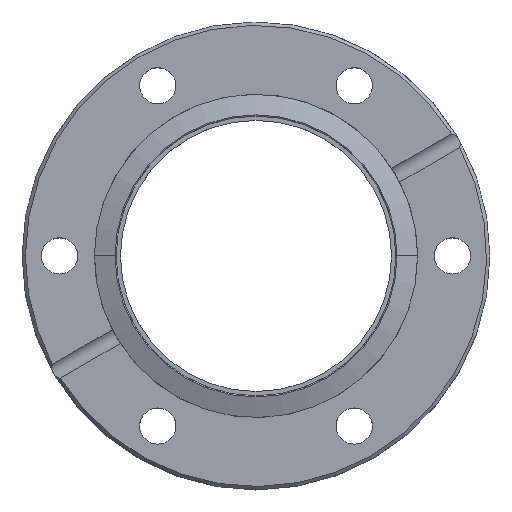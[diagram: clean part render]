
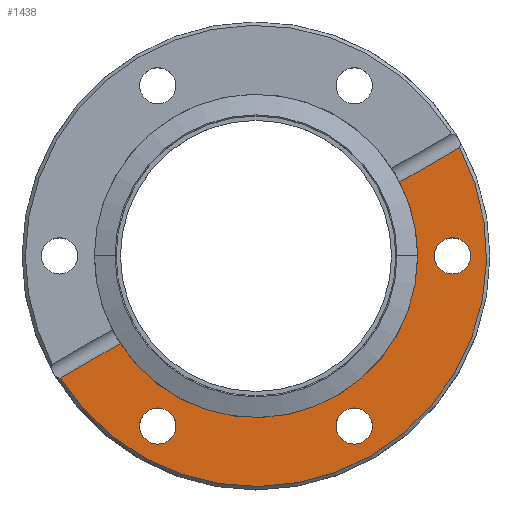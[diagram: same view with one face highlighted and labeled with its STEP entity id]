
A CAD part, top view. The second image highlights one B-rep face of the part: STEP entity #1438.
In plain terms, the highlighted planar face has unit normal (0, 0, 1).
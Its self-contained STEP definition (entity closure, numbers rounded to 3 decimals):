
#1 = DIRECTION ( 'NONE',  ( -1., 0., 0. ) ) ;
#27 = CARTESIAN_POINT ( 'NONE',  ( -29.216, -18.254, 0. ) ) ;
#86 = LINE ( 'NONE', #1861, #1202 ) ;
#88 = FACE_BOUND ( 'NONE', #823, .T. ) ;
#89 = CARTESIAN_POINT ( 'NONE',  ( 17.38, -25.418, 0. ) ) ;
#130 = VERTEX_POINT ( 'NONE', #1867 ) ;
#139 = ORIENTED_EDGE ( 'NONE', *, *, #2455, .T. ) ;
#176 = AXIS2_PLACEMENT_3D ( 'NONE', #2113, #1956, #1344 ) ;
#207 = VERTEX_POINT ( 'NONE', #1080 ) ;
#222 = EDGE_CURVE ( 'NONE', #207, #430, #1450, .T. ) ;
#227 = AXIS2_PLACEMENT_3D ( 'NONE', #2042, #2060, #2069 ) ;
#230 = VERTEX_POINT ( 'NONE', #1915 ) ;
#231 = CARTESIAN_POINT ( 'NONE',  ( 0., 0., 0. ) ) ;
#242 = DIRECTION ( 'NONE',  ( 0., 0., -1. ) ) ;
#249 = DIRECTION ( 'NONE',  ( -1., 0., 0. ) ) ;
#250 = CIRCLE ( 'NONE', #1127, 24.15 ) ;
#259 = CIRCLE ( 'NONE', #1270, 34.45 ) ;
#303 = CARTESIAN_POINT ( 'NONE',  ( 0., 0., 0. ) ) ;
#306 = EDGE_LOOP ( 'NONE', ( #2296, #1612 ) ) ;
#320 = DIRECTION ( 'NONE',  ( 1., 0., 0. ) ) ;
#341 = DIRECTION ( 'NONE',  ( 0., 0., 1. ) ) ;
#351 = DIRECTION ( 'NONE',  ( 1., 0., 0. ) ) ;
#366 = FACE_BOUND ( 'NONE', #2452, .T. ) ;
#430 = VERTEX_POINT ( 'NONE', #2383 ) ;
#486 = CARTESIAN_POINT ( 'NONE',  ( -14.675, -25.418, 0. ) ) ;
#496 = DIRECTION ( 'NONE',  ( 0., 0., 1. ) ) ;
#498 = CARTESIAN_POINT ( 'NONE',  ( 24.15, 0., 0. ) ) ;
#503 = EDGE_CURVE ( 'NONE', #130, #1695, #607, .T. ) ;
#517 = CIRCLE ( 'NONE', #910, 2.705 ) ;
#547 = DIRECTION ( 'NONE',  ( 1., 0., 0. ) ) ;
#556 = VERTEX_POINT ( 'NONE', #956 ) ;
#607 = CIRCLE ( 'NONE', #659, 2.705 ) ;
#647 = DIRECTION ( 'NONE',  ( 0., 0., -1. ) ) ;
#659 = AXIS2_PLACEMENT_3D ( 'NONE', #1379, #1373, #1371 ) ;
#677 = CARTESIAN_POINT ( 'NONE',  ( 29.35, 0., 0. ) ) ;
#716 = EDGE_CURVE ( 'NONE', #1394, #2300, #2333, .T. ) ;
#724 = VERTEX_POINT ( 'NONE', #977 ) ;
#823 = EDGE_LOOP ( 'NONE', ( #1086, #1387 ) ) ;
#836 = ORIENTED_EDGE ( 'NONE', *, *, #2105, .F. ) ;
#854 = DIRECTION ( 'NONE',  ( 0., 0., 1. ) ) ;
#881 = CARTESIAN_POINT ( 'NONE',  ( 14.675, -25.418, 0. ) ) ;
#902 = CIRCLE ( 'NONE', #1400, 2.705 ) ;
#910 = AXIS2_PLACEMENT_3D ( 'NONE', #881, #1025, #1049 ) ;
#956 = CARTESIAN_POINT ( 'NONE',  ( 11.97, -25.418, 0. ) ) ;
#977 = CARTESIAN_POINT ( 'NONE',  ( 21.489, 11.021, 0. ) ) ;
#1012 = AXIS2_PLACEMENT_3D ( 'NONE', #2001, #647, #1 ) ;
#1025 = DIRECTION ( 'NONE',  ( 0., 0., 1. ) ) ;
#1041 = DIRECTION ( 'NONE',  ( -0.866, -0.5, 0. ) ) ;
#1049 = DIRECTION ( 'NONE',  ( 1., 0., 0. ) ) ;
#1057 = CARTESIAN_POINT ( 'NONE',  ( -40.746, -24.911, 0. ) ) ;
#1074 = CARTESIAN_POINT ( 'NONE',  ( -20.289, -13.099, 0. ) ) ;
#1078 = CIRCLE ( 'NONE', #176, 2.705 ) ;
#1080 = CARTESIAN_POINT ( 'NONE',  ( 26.645, 0., 0. ) ) ;
#1086 = ORIENTED_EDGE ( 'NONE', *, *, #2509, .F. ) ;
#1127 = AXIS2_PLACEMENT_3D ( 'NONE', #231, #242, #249 ) ;
#1200 = AXIS2_PLACEMENT_3D ( 'NONE', #677, #854, #320 ) ;
#1202 = VECTOR ( 'NONE', #1679, 1000. ) ;
#1207 = CIRCLE ( 'NONE', #1012, 24.15 ) ;
#1269 = ORIENTED_EDGE ( 'NONE', *, *, #1483, .T. ) ;
#1270 = AXIS2_PLACEMENT_3D ( 'NONE', #303, #341, #351 ) ;
#1309 = VERTEX_POINT ( 'NONE', #498 ) ;
#1344 = DIRECTION ( 'NONE',  ( 1., 0., 0. ) ) ;
#1371 = DIRECTION ( 'NONE',  ( 1., 0., 0. ) ) ;
#1373 = DIRECTION ( 'NONE',  ( 0., 0., 1. ) ) ;
#1379 = CARTESIAN_POINT ( 'NONE',  ( -14.675, -25.418, 0. ) ) ;
#1380 = CARTESIAN_POINT ( 'NONE',  ( 29.35, 0., 0. ) ) ;
#1387 = ORIENTED_EDGE ( 'NONE', *, *, #503, .F. ) ;
#1394 = VERTEX_POINT ( 'NONE', #1074 ) ;
#1400 = AXIS2_PLACEMENT_3D ( 'NONE', #486, #496, #547 ) ;
#1438 = ADVANCED_FACE ( 'NONE', ( #366, #1473, #1868, #88 ), #1494, .F. ) ;
#1450 = CIRCLE ( 'NONE', #1200, 2.705 ) ;
#1452 = VERTEX_POINT ( 'NONE', #89 ) ;
#1463 = EDGE_CURVE ( 'NONE', #724, #1309, #1207, .T. ) ;
#1473 = FACE_OUTER_BOUND ( 'NONE', #2302, .T. ) ;
#1483 = EDGE_CURVE ( 'NONE', #230, #724, #86, .T. ) ;
#1494 = PLANE ( 'NONE',  #227 ) ;
#1580 = ORIENTED_EDGE ( 'NONE', *, *, #2470, .T. ) ;
#1581 = ORIENTED_EDGE ( 'NONE', *, *, #716, .T. ) ;
#1592 = DIRECTION ( 'NONE',  ( 1., 0., 0. ) ) ;
#1612 = ORIENTED_EDGE ( 'NONE', *, *, #222, .F. ) ;
#1634 = AXIS2_PLACEMENT_3D ( 'NONE', #1380, #1761, #1592 ) ;
#1679 = DIRECTION ( 'NONE',  ( -0.866, -0.5, 0. ) ) ;
#1695 = VERTEX_POINT ( 'NONE', #2202 ) ;
#1761 = DIRECTION ( 'NONE',  ( 0., 0., 1. ) ) ;
#1817 = VECTOR ( 'NONE', #1041, 1000. ) ;
#1838 = EDGE_CURVE ( 'NONE', #556, #1452, #1078, .T. ) ;
#1861 = CARTESIAN_POINT ( 'NONE',  ( -40.746, -24.911, 0. ) ) ;
#1867 = CARTESIAN_POINT ( 'NONE',  ( -17.38, -25.418, 0. ) ) ;
#1868 = FACE_BOUND ( 'NONE', #306, .T. ) ;
#1915 = CARTESIAN_POINT ( 'NONE',  ( 30.416, 16.175, 0. ) ) ;
#1956 = DIRECTION ( 'NONE',  ( 0., 0., 1. ) ) ;
#2001 = CARTESIAN_POINT ( 'NONE',  ( 0., 0., 0. ) ) ;
#2008 = EDGE_CURVE ( 'NONE', #430, #207, #2132, .T. ) ;
#2042 = CARTESIAN_POINT ( 'NONE',  ( 24.15, 0., 0. ) ) ;
#2060 = DIRECTION ( 'NONE',  ( 0., 0., -1. ) ) ;
#2069 = DIRECTION ( 'NONE',  ( -1., 0., 0. ) ) ;
#2105 = EDGE_CURVE ( 'NONE', #1452, #556, #517, .T. ) ;
#2113 = CARTESIAN_POINT ( 'NONE',  ( 14.675, -25.418, 0. ) ) ;
#2132 = CIRCLE ( 'NONE', #1634, 2.705 ) ;
#2202 = CARTESIAN_POINT ( 'NONE',  ( -11.97, -25.418, 0. ) ) ;
#2296 = ORIENTED_EDGE ( 'NONE', *, *, #2008, .F. ) ;
#2300 = VERTEX_POINT ( 'NONE', #27 ) ;
#2302 = EDGE_LOOP ( 'NONE', ( #1580, #1269, #2355, #139, #1581 ) ) ;
#2333 = LINE ( 'NONE', #1057, #1817 ) ;
#2355 = ORIENTED_EDGE ( 'NONE', *, *, #1463, .T. ) ;
#2376 = ORIENTED_EDGE ( 'NONE', *, *, #1838, .F. ) ;
#2383 = CARTESIAN_POINT ( 'NONE',  ( 32.055, 0., 0. ) ) ;
#2452 = EDGE_LOOP ( 'NONE', ( #836, #2376 ) ) ;
#2455 = EDGE_CURVE ( 'NONE', #1309, #1394, #250, .T. ) ;
#2470 = EDGE_CURVE ( 'NONE', #2300, #230, #259, .T. ) ;
#2509 = EDGE_CURVE ( 'NONE', #1695, #130, #902, .T. ) ;
